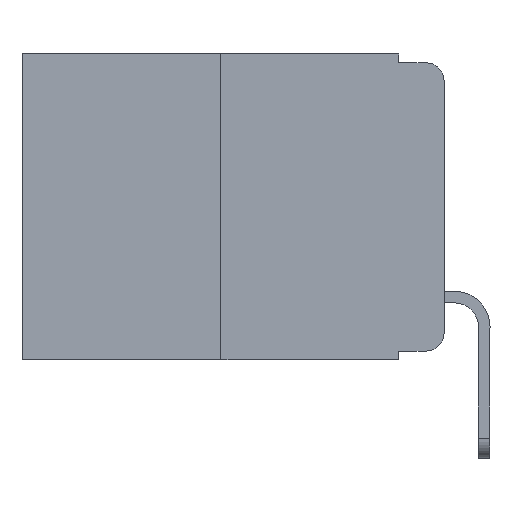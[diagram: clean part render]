
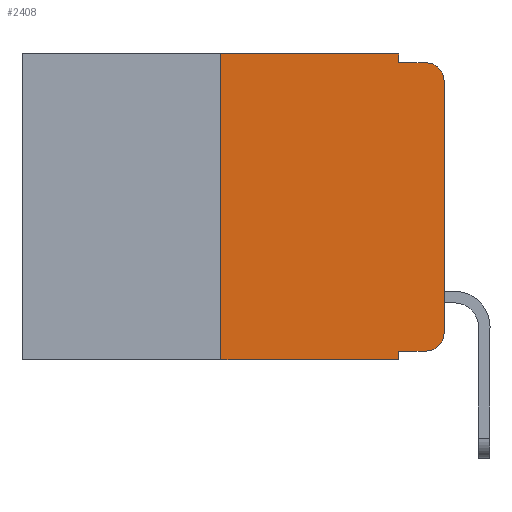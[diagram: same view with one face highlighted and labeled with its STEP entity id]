
A CAD part, left-side view. The second image highlights one B-rep face of the part: STEP entity #2408.
In plain terms, the highlighted planar face has unit normal (-1, 0, 0).
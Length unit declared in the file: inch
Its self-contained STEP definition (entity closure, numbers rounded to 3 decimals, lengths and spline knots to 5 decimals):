
#126 = DIRECTION ( 'NONE',  ( -1., 0., 0. ) ) ;
#395 = VERTEX_POINT ( 'NONE', #1913 ) ;
#431 = VECTOR ( 'NONE', #3912, 39.37008 ) ;
#768 = ORIENTED_EDGE ( 'NONE', *, *, #3228, .T. ) ;
#784 = CARTESIAN_POINT ( 'NONE',  ( 0., 0.25, 0. ) ) ;
#967 = ORIENTED_EDGE ( 'NONE', *, *, #3174, .F. ) ;
#1221 = EDGE_CURVE ( 'NONE', #4520, #15618, #15283, .T. ) ;
#1559 = CARTESIAN_POINT ( 'NONE',  ( 0., 0., 0. ) ) ;
#1646 = CARTESIAN_POINT ( 'NONE',  ( 0., 0.051, -0.01 ) ) ;
#1811 = DIRECTION ( 'NONE',  ( 0., 0., 1. ) ) ;
#1844 = CARTESIAN_POINT ( 'NONE',  ( 0., 0.02, -0.01 ) ) ;
#1913 = CARTESIAN_POINT ( 'NONE',  ( 0., 0., -0.03 ) ) ;
#2142 = LINE ( 'NONE', #18465, #11444 ) ;
#2299 = VECTOR ( 'NONE', #18876, 39.37008 ) ;
#2408 = ADVANCED_FACE ( 'NONE', ( #19084 ), #17436, .F. ) ;
#2876 = EDGE_CURVE ( 'NONE', #3191, #13871, #5621, .T. ) ;
#3134 = EDGE_CURVE ( 'NONE', #3935, #395, #18274, .T. ) ;
#3167 = EDGE_CURVE ( 'NONE', #395, #6756, #14340, .T. ) ;
#3170 = EDGE_CURVE ( 'NONE', #4451, #6756, #10556, .T. ) ;
#3174 = EDGE_CURVE ( 'NONE', #15618, #4451, #2142, .T. ) ;
#3191 = VERTEX_POINT ( 'NONE', #3583 ) ;
#3197 = EDGE_CURVE ( 'NONE', #3191, #4520, #17045, .T. ) ;
#3202 = EDGE_CURVE ( 'NONE', #18580, #13871, #10075, .T. ) ;
#3228 = EDGE_CURVE ( 'NONE', #18580, #18325, #16615, .T. ) ;
#3230 = EDGE_CURVE ( 'NONE', #18325, #3935, #9573, .T. ) ;
#3517 = DIRECTION ( 'NONE',  ( -1., 0., 0. ) ) ;
#3583 = CARTESIAN_POINT ( 'NONE',  ( 0., 0.25, -0.343 ) ) ;
#3662 = CARTESIAN_POINT ( 'NONE',  ( 0., 0.051, -0.333 ) ) ;
#3883 = ORIENTED_EDGE ( 'NONE', *, *, #2876, .T. ) ;
#3912 = DIRECTION ( 'NONE',  ( 0., -1., 0. ) ) ;
#3935 = VERTEX_POINT ( 'NONE', #7662 ) ;
#4145 = CARTESIAN_POINT ( 'NONE',  ( 0., 0.473, 0. ) ) ;
#4451 = VERTEX_POINT ( 'NONE', #17636 ) ;
#4520 = VERTEX_POINT ( 'NONE', #784 ) ;
#5028 = VECTOR ( 'NONE', #18516, 39.37008 ) ;
#5044 = AXIS2_PLACEMENT_3D ( 'NONE', #13109, #3517, #14481 ) ;
#5149 = DIRECTION ( 'NONE',  ( 0., 0., -1. ) ) ;
#5235 = CARTESIAN_POINT ( 'NONE',  ( 0., 0.051, 0. ) ) ;
#5621 = LINE ( 'NONE', #7207, #431 ) ;
#5666 = EDGE_LOOP ( 'NONE', ( #14788, #9357, #15629, #967, #15582, #11579, #3883, #13334, #768, #11289 ) ) ;
#6148 = VECTOR ( 'NONE', #10164, 39.37008 ) ;
#6667 = VECTOR ( 'NONE', #15711, 39.37008 ) ;
#6708 = CARTESIAN_POINT ( 'NONE',  ( 0., 0.051, -0.343 ) ) ;
#6756 = VERTEX_POINT ( 'NONE', #1844 ) ;
#7207 = CARTESIAN_POINT ( 'NONE',  ( 0., 0.473, -0.343 ) ) ;
#7662 = CARTESIAN_POINT ( 'NONE',  ( 0., 0., -0.313 ) ) ;
#8500 = CARTESIAN_POINT ( 'NONE',  ( 0., 0.02, -0.333 ) ) ;
#8650 = CARTESIAN_POINT ( 'NONE',  ( 0., 0.051, -0.333 ) ) ;
#8667 = CARTESIAN_POINT ( 'NONE',  ( 0., 0.25, 0. ) ) ;
#9357 = ORIENTED_EDGE ( 'NONE', *, *, #3167, .T. ) ;
#9573 = CIRCLE ( 'NONE', #10669, 0.02 ) ;
#10075 = LINE ( 'NONE', #5235, #5028 ) ;
#10164 = DIRECTION ( 'NONE',  ( 0., -1., 0. ) ) ;
#10364 = CARTESIAN_POINT ( 'NONE',  ( 0., 0.02, -0.313 ) ) ;
#10556 = LINE ( 'NONE', #1646, #6148 ) ;
#10560 = DIRECTION ( 'NONE',  ( 0., 0., -1. ) ) ;
#10669 = AXIS2_PLACEMENT_3D ( 'NONE', #10364, #126, #11834 ) ;
#11289 = ORIENTED_EDGE ( 'NONE', *, *, #3230, .T. ) ;
#11444 = VECTOR ( 'NONE', #5149, 39.37008 ) ;
#11579 = ORIENTED_EDGE ( 'NONE', *, *, #3197, .F. ) ;
#11834 = DIRECTION ( 'NONE',  ( 0., 0., -1. ) ) ;
#12868 = CARTESIAN_POINT ( 'NONE',  ( 0., 0.051, 0. ) ) ;
#13040 = VECTOR ( 'NONE', #15936, 39.37008 ) ;
#13109 = CARTESIAN_POINT ( 'NONE',  ( 0., 0.02, -0.03 ) ) ;
#13334 = ORIENTED_EDGE ( 'NONE', *, *, #3202, .F. ) ;
#13871 = VERTEX_POINT ( 'NONE', #6708 ) ;
#13911 = VECTOR ( 'NONE', #1811, 39.37008 ) ;
#14340 = CIRCLE ( 'NONE', #5044, 0.02 ) ;
#14481 = DIRECTION ( 'NONE',  ( 0., 0., -1. ) ) ;
#14746 = CARTESIAN_POINT ( 'NONE',  ( 0., 0.473, 0. ) ) ;
#14788 = ORIENTED_EDGE ( 'NONE', *, *, #3134, .T. ) ;
#15283 = LINE ( 'NONE', #4145, #2299 ) ;
#15582 = ORIENTED_EDGE ( 'NONE', *, *, #1221, .F. ) ;
#15618 = VERTEX_POINT ( 'NONE', #12868 ) ;
#15629 = ORIENTED_EDGE ( 'NONE', *, *, #3170, .F. ) ;
#15711 = DIRECTION ( 'NONE',  ( 0., 0., 1. ) ) ;
#15936 = DIRECTION ( 'NONE',  ( 0., -1., 0. ) ) ;
#16615 = LINE ( 'NONE', #3662, #13040 ) ;
#17045 = LINE ( 'NONE', #8667, #13911 ) ;
#17436 = PLANE ( 'NONE',  #18747 ) ;
#17636 = CARTESIAN_POINT ( 'NONE',  ( 0., 0.051, -0.01 ) ) ;
#18274 = LINE ( 'NONE', #1559, #6667 ) ;
#18325 = VERTEX_POINT ( 'NONE', #8500 ) ;
#18465 = CARTESIAN_POINT ( 'NONE',  ( 0., 0.051, 0. ) ) ;
#18516 = DIRECTION ( 'NONE',  ( 0., 0., -1. ) ) ;
#18580 = VERTEX_POINT ( 'NONE', #8650 ) ;
#18723 = DIRECTION ( 'NONE',  ( 1., 0., 0. ) ) ;
#18747 = AXIS2_PLACEMENT_3D ( 'NONE', #14746, #18723, #10560 ) ;
#18876 = DIRECTION ( 'NONE',  ( 0., -1., 0. ) ) ;
#19084 = FACE_OUTER_BOUND ( 'NONE', #5666, .T. ) ;
